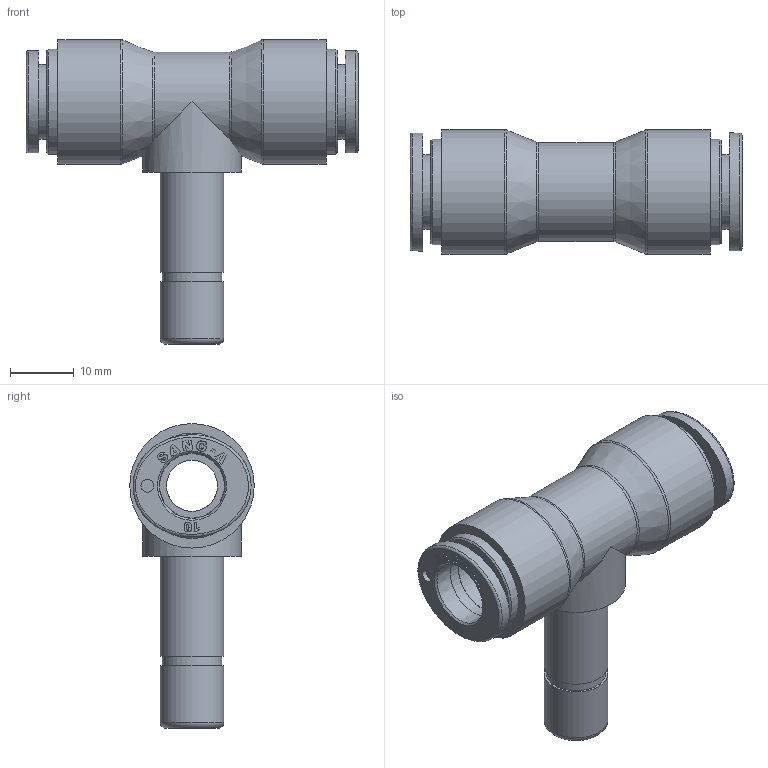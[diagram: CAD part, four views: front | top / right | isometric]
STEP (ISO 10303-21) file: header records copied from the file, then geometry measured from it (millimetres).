
FILE_DESCRIPTION((''),'2;1');
FILE_NAME('CR-PTJ 10.stp','2020-08-25T14:21:04',('user'),(''),'Autodesk Inventor 2013','Autodesk Inventor 2013','');
FILE_SCHEMA(('AUTOMOTIVE_DESIGN { 1 0 10303 214 1 1 1 1 }'));
Length unit declared in the file: millimetre
Products named in the file (5): 조립품14; CR-PTJ 10 BODY; CR-COLLAR 10; HR-Collar 10L(SUS); CR-SLEEVE 10
Assembly tree (5 placements, depth 3):
  조립품14
    CR-PTJ 10 BODY
    CR-COLLAR 10  x2
      HR-Collar 10L(SUS)
      CR-SLEEVE 10
Bounding box: 52 x 19.5 x 47.75 mm (x, y, z)
Volume: 10362.1 mm3; surface area: 7855 mm2
Topology: 5 solids, 5 shells, 820 faces, 2343 edges, 1564 vertices
Faces by surface type: plane 772, cylinder 29, cone 8, bspline 6, torus 5
Full cylindrical faces by diameter (mm): 2 x2, 7 x1, 8 x1, 9.3 x1, 10 x2, 10.15 x2, 10.2 x2, 11.7 x2, 15.5 x1, 16.5 x2, 19.5 x2
Entity records: 13788 total; most frequent: CARTESIAN_POINT 2728, ORIENTED_EDGE 2344, DIRECTION 2067, EDGE_CURVE 1172, VECTOR 1101, LINE 1101, VERTEX_POINT 796, AXIS2_PLACEMENT_3D 483
